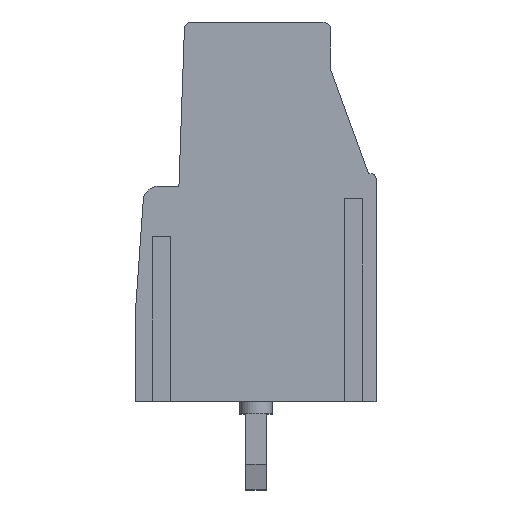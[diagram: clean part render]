
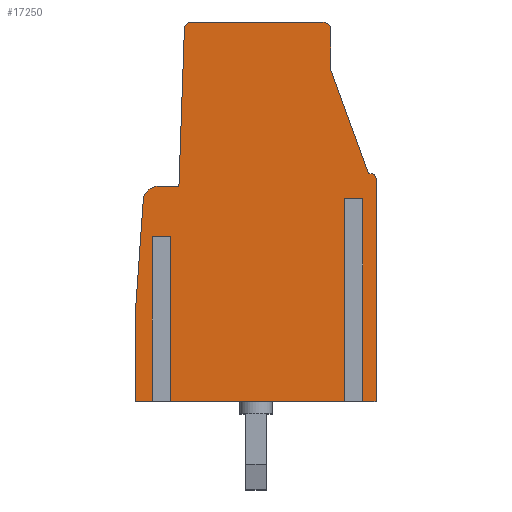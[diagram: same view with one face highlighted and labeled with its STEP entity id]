
A CAD part, top view. The second image highlights one B-rep face of the part: STEP entity #17250.
In plain terms, the highlighted face is planar.
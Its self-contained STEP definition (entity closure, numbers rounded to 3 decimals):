
#120=CARTESIAN_POINT('',(-41.874,19.77,
   -7.62));
#130=VERTEX_POINT('',#120);
#160=CARTESIAN_POINT('',(-41.874,0.,
   -7.62));
#170=DIRECTION('',(0.,1.,
   0.));
#180=VECTOR('',#170,1.);
#190=LINE('',#160,#180);
#200=CARTESIAN_POINT('',(-41.874,27.77,
   -7.62));
#210=VERTEX_POINT('',#200);
#220=EDGE_CURVE('',#130,#210,#190,.T.);
#2770=CARTESIAN_POINT('',(-34.169,0.
   ,-7.62));
#2780=DIRECTION('',(0.035,-0.999,
   0.));
#2790=VECTOR('',#2780,1.);
#2800=LINE('',#2770,#2790);
#2810=CARTESIAN_POINT('',(-35.373,34.481
   ,-7.62));
#2820=VERTEX_POINT('',#2810);
#2830=CARTESIAN_POINT('',(-35.156,28.27
   ,-7.62));
#2840=VERTEX_POINT('',#2830);
#2850=EDGE_CURVE('',#2820,#2840,#2800,.T.);
#3950=CARTESIAN_POINT('',(-34.343,27.67
   ,-7.62));
#3960=DIRECTION('',(0.,0.,
   1.));
#3970=DIRECTION('',(1.,0.,
   0.));
#3980=AXIS2_PLACEMENT_3D('',#3950,#3960,#3970);
#3990=CIRCLE('',#3980,0.6);
#4000=CARTESIAN_POINT('',(-33.745,27.712
   ,-7.62));
#4010=VERTEX_POINT('',#4000);
#4020=CARTESIAN_POINT('',(-34.343,28.27
   ,-7.62));
#4030=VERTEX_POINT('',#4020);
#4040=EDGE_CURVE('',#4010,#4030,#3990,.T.);
#4580=CARTESIAN_POINT('',(-40.856,34.77
   ,-7.62));
#4590=VERTEX_POINT('',#4580);
#4620=CARTESIAN_POINT('',(0.,34.77,
   -7.62));
#4630=DIRECTION('',(-1.,0.,
   0.));
#4640=VECTOR('',#4630,1.);
#4650=LINE('',#4620,#4640);
#4660=CARTESIAN_POINT('',(-35.673,34.77
   ,-7.62));
#4670=VERTEX_POINT('',#4660);
#4680=EDGE_CURVE('',#4670,#4590,#4650,.T.);
#6730=CARTESIAN_POINT('',(-41.156,34.47
   ,-7.62));
#6740=VERTEX_POINT('',#6730);
#6770=CARTESIAN_POINT('',(-40.856,34.47
   ,-7.62));
#6780=DIRECTION('',(0.,0.,
   1.));
#6790=DIRECTION('',(1.,0.,
   0.));
#6800=AXIS2_PLACEMENT_3D('',#6770,#6780,#6790);
#6810=CIRCLE('',#6800,0.3);
#6820=EDGE_CURVE('',#4590,#6740,#6810,.T.);
#9420=CARTESIAN_POINT('',(-33.456,19.77
   ,-7.62));
#9430=VERTEX_POINT('',#9420);
#9460=CARTESIAN_POINT('',(0.,19.77,
   -7.62));
#9470=DIRECTION('',(-1.,0.,
   0.));
#9480=VECTOR('',#9470,1.);
#9490=LINE('',#9460,#9480);
#9500=CARTESIAN_POINT('',(-34.249,19.77
   ,-7.62));
#9510=VERTEX_POINT('',#9500);
#9520=EDGE_CURVE('',#9430,#9510,#9490,.T.);
#9970=CARTESIAN_POINT('',(-34.663,19.77
   ,-7.62));
#9980=VERTEX_POINT('',#9970);
#10010=EDGE_CURVE('',#9980,#130,#9490,.T.);
#10410=CARTESIAN_POINT('',(-42.288,
   19.77,-7.62));
#10420=VERTEX_POINT('',#10410);
#10450=CARTESIAN_POINT('',(-42.956,
   19.77,-7.62));
#10460=VERTEX_POINT('',#10450);
#10470=EDGE_CURVE('',#10420,#10460,#9490,.T.);
#12740=CARTESIAN_POINT('',(0.,28.27
   ,-7.62));
#12750=DIRECTION('',(1.,0.,
   0.));
#12760=VECTOR('',#12750,1.);
#12770=LINE('',#12740,#12760);
#12780=EDGE_CURVE('',#2840,#4030,#12770,.T.);
#15310=CARTESIAN_POINT('',(-53.128,
   0.,-7.62));
#15320=DIRECTION('',(-0.342,-0.94,
   0.));
#15330=VECTOR('',#15320,1.);
#15340=LINE('',#15310,#15330);
#15350=CARTESIAN_POINT('',(-41.156,
   32.891,-7.62));
#15360=VERTEX_POINT('',#15350);
#15370=CARTESIAN_POINT('',(-42.656,
   28.77,-7.62));
#15380=VERTEX_POINT('',#15370);
#15390=EDGE_CURVE('',#15360,#15380,#15340,.T.);
#15780=CARTESIAN_POINT('',(-41.156,
   0.,-7.62));
#15790=DIRECTION('',(0.,-1.,
   0.));
#15800=VECTOR('',#15790,1.);
#15810=LINE('',#15780,#15800);
#15820=EDGE_CURVE('',#6740,#15360,#15810,.T.);
#16070=CARTESIAN_POINT('',(-35.673,
   34.47,-7.62));
#16080=DIRECTION('',(0.,0.,
   1.));
#16090=DIRECTION('',(1.,0.,
   0.));
#16100=AXIS2_PLACEMENT_3D('',#16070,#16080,#16090);
#16110=CIRCLE('',#16100,0.3);
#16120=EDGE_CURVE('',#2820,#4670,#16110,.T.);
#16330=CARTESIAN_POINT('',(0.,0.
   ,-7.62));
#16340=DIRECTION('',(0.,0.,
   1.));
#16350=DIRECTION('',(1.,0.,
   0.));
#16360=AXIS2_PLACEMENT_3D('',#16330,#16340,#16350);
#16370=PLANE('',#16360);
#16380=ORIENTED_EDGE('',*,*,#16120,.F.);
#16390=ORIENTED_EDGE('',*,*,#4680,.F.);
#16400=ORIENTED_EDGE('',*,*,#6820,.F.);
#16410=ORIENTED_EDGE('',*,*,#15820,.F.);
#16420=ORIENTED_EDGE('',*,*,#15390,.F.);
#16430=CARTESIAN_POINT('',(0.,28.77
   ,-7.62));
#16440=DIRECTION('',(-1.,0.,
   0.));
#16450=VECTOR('',#16440,1.);
#16460=LINE('',#16430,#16450);
#16470=CARTESIAN_POINT('',(-42.756,
   28.77,-7.62));
#16480=VERTEX_POINT('',#16470);
#16490=EDGE_CURVE('',#15380,#16480,#16460,.T.);
#16500=ORIENTED_EDGE('',*,*,#16490,.F.);
#16510=CARTESIAN_POINT('',(-42.756,
   28.57,-7.62));
#16520=DIRECTION('',(0.,0.,
   1.));
#16530=DIRECTION('',(1.,0.,
   0.));
#16540=AXIS2_PLACEMENT_3D('',#16510,#16520,#16530);
#16550=CIRCLE('',#16540,0.2);
#16560=CARTESIAN_POINT('',(-42.956,
   28.57,-7.62));
#16570=VERTEX_POINT('',#16560);
#16580=EDGE_CURVE('',#16480,#16570,#16550,.T.);
#16590=ORIENTED_EDGE('',*,*,#16580,.F.);
#16600=CARTESIAN_POINT('',(-42.956,
   0.,-7.62));
#16610=DIRECTION('',(0.,-1.,
   0.));
#16620=VECTOR('',#16610,1.);
#16630=LINE('',#16600,#16620);
#16640=EDGE_CURVE('',#16570,#10460,#16630,.T.);
#16650=ORIENTED_EDGE('',*,*,#16640,.F.);
#16660=ORIENTED_EDGE('',*,*,#10470,.T.);
#16670=CARTESIAN_POINT('',(-42.288,
   0.,-7.62));
#16680=DIRECTION('',(0.,-1.,
   0.));
#16690=VECTOR('',#16680,1.);
#16700=LINE('',#16670,#16690);
#16710=CARTESIAN_POINT('',(-42.288,
   27.77,-7.62));
#16720=VERTEX_POINT('',#16710);
#16730=EDGE_CURVE('',#16720,#10420,#16700,.T.);
#16740=ORIENTED_EDGE('',*,*,#16730,.T.);
#16750=CARTESIAN_POINT('',(0.,27.77
   ,-7.62));
#16760=DIRECTION('',(-1.,0.,
   0.));
#16770=VECTOR('',#16760,1.);
#16780=LINE('',#16750,#16770);
#16790=EDGE_CURVE('',#210,#16720,#16780,.T.);
#16800=ORIENTED_EDGE('',*,*,#16790,.T.);
#16810=ORIENTED_EDGE('',*,*,#220,.T.);
#16820=ORIENTED_EDGE('',*,*,#10010,.T.);
#16830=CARTESIAN_POINT('',(-34.663,
   0.,-7.62));
#16840=DIRECTION('',(0.,1.,
   0.));
#16850=VECTOR('',#16840,1.);
#16860=LINE('',#16830,#16850);
#16870=CARTESIAN_POINT('',(-34.663,
   26.27,-7.62));
#16880=VERTEX_POINT('',#16870);
#16890=EDGE_CURVE('',#9980,#16880,#16860,.T.);
#16900=ORIENTED_EDGE('',*,*,#16890,.F.);
#16910=CARTESIAN_POINT('',(0.,26.27
   ,-7.62));
#16920=DIRECTION('',(1.,0.,
   0.));
#16930=VECTOR('',#16920,1.);
#16940=LINE('',#16910,#16930);
#16950=CARTESIAN_POINT('',(-34.249,
   26.27,-7.62));
#16960=VERTEX_POINT('',#16950);
#16970=EDGE_CURVE('',#16880,#16960,#16940,.T.);
#16980=ORIENTED_EDGE('',*,*,#16970,.F.);
#16990=CARTESIAN_POINT('',(-34.249,
   0.,-7.62));
#17000=DIRECTION('',(0.,-1.,
   0.));
#17010=VECTOR('',#17000,1.);
#17020=LINE('',#16990,#17010);
#17030=EDGE_CURVE('',#16960,#9510,#17020,.T.);
#17040=ORIENTED_EDGE('',*,*,#17030,.F.);
#17050=ORIENTED_EDGE('',*,*,#9520,.T.);
#17060=CARTESIAN_POINT('',(-33.456,
   0.,-7.62));
#17070=DIRECTION('',(0.,-1.,
   0.));
#17080=VECTOR('',#17070,1.);
#17090=LINE('',#17060,#17080);
#17100=CARTESIAN_POINT('',(-33.456,
   23.59,-7.62));
#17110=VERTEX_POINT('',#17100);
#17120=EDGE_CURVE('',#17110,#9430,#17090,.T.);
#17130=ORIENTED_EDGE('',*,*,#17120,.T.);
#17140=CARTESIAN_POINT('',(-31.807,
   0.,-7.62));
#17150=DIRECTION('',(0.07,-0.998,
   0.));
#17160=VECTOR('',#17150,1.);
#17170=LINE('',#17140,#17160);
#17180=EDGE_CURVE('',#4010,#17110,#17170,.T.);
#17190=ORIENTED_EDGE('',*,*,#17180,.T.);
#17200=ORIENTED_EDGE('',*,*,#4040,.F.);
#17210=ORIENTED_EDGE('',*,*,#12780,.T.);
#17220=ORIENTED_EDGE('',*,*,#2850,.T.);
#17230=EDGE_LOOP('',(#17220,#17210,#17200,#17190,#17130,#17050,#17040,
   #16980,#16900,#16820,#16810,#16800,#16740,#16660,#16650,#16590,#16500
   ,#16420,#16410,#16400,#16390,#16380));
#17240=FACE_OUTER_BOUND('',#17230,.T.);
#17250=ADVANCED_FACE('',(#17240),#16370,.F.);
